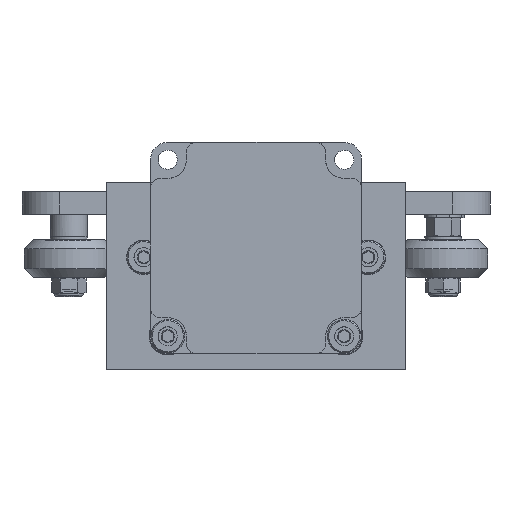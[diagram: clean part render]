
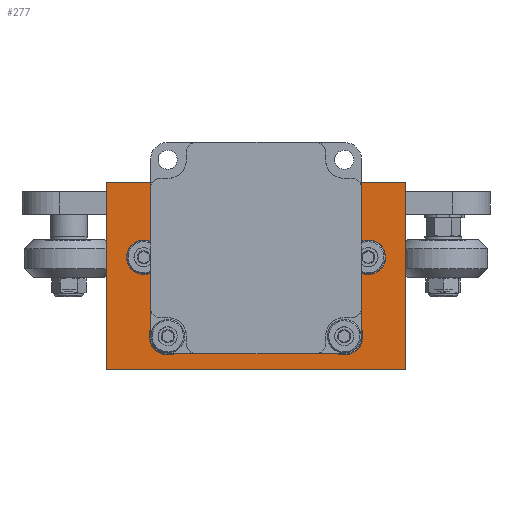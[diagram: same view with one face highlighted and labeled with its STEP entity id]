
A CAD part, front view. The second image highlights one B-rep face of the part: STEP entity #277.
In plain terms, the highlighted free-form (B-spline) face has degree [1, 1] with [2, 2] control points.
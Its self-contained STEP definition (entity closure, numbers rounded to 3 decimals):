
#24 = VERTEX_POINT('',#25);
#25 = CARTESIAN_POINT('',(20.225,-66.052,
    49.197));
#30 = EDGE_CURVE('',#24,#24,#31,.T.);
#31 = ( BOUNDED_CURVE() B_SPLINE_CURVE(2,(#32,#33,#34,#35,#36,#37,#38),
.UNSPECIFIED.,.T.,.F.) B_SPLINE_CURVE_WITH_KNOTS((1,2,2,2,2,1),(
    -2.094,0.,2.094,4.189,6.283,
8.378),.UNSPECIFIED.) CURVE() GEOMETRIC_REPRESENTATION_ITEM() 
RATIONAL_B_SPLINE_CURVE((1.,0.5,1.,0.5,1.,0.5,1.)) REPRESENTATION_ITEM(
  '') );
#32 = CARTESIAN_POINT('',(20.225,-66.052,
    49.197));
#33 = CARTESIAN_POINT('',(20.225,-66.052,
    39.813));
#34 = CARTESIAN_POINT('',(28.351,-66.052,
    44.505));
#35 = CARTESIAN_POINT('',(36.478,-66.052,
    49.197));
#36 = CARTESIAN_POINT('',(28.351,-66.052,
    53.889));
#37 = CARTESIAN_POINT('',(20.225,-66.052,
    58.581));
#38 = CARTESIAN_POINT('',(20.225,-66.052,
    49.197));
#277 = ADVANCED_FACE('',(#278,#308,#322,#336,#350,#364,#378,#392),#395,
  .T.);
#278 = FACE_BOUND('',#279,.T.);
#279 = EDGE_LOOP('',(#280,#289,#296,#303));
#280 = ORIENTED_EDGE('',*,*,#281,.T.);
#281 = EDGE_CURVE('',#282,#284,#286,.T.);
#282 = VERTEX_POINT('',#283);
#283 = CARTESIAN_POINT('',(-13.14,-66.052,
    66.261));
#284 = VERTEX_POINT('',#285);
#285 = CARTESIAN_POINT('',(-13.14,-66.052,
    17.783));
#286 = B_SPLINE_CURVE_WITH_KNOTS('',1,(#287,#288),.UNSPECIFIED.,.F.,.F.,
  (2,2),(0.,50.),.PIECEWISE_BEZIER_KNOTS.);
#287 = CARTESIAN_POINT('',(-13.14,-66.052,
    66.261));
#288 = CARTESIAN_POINT('',(-13.14,-66.052,
    17.783));
#289 = ORIENTED_EDGE('',*,*,#290,.T.);
#290 = EDGE_CURVE('',#284,#291,#293,.T.);
#291 = VERTEX_POINT('',#292);
#292 = CARTESIAN_POINT('',(64.425,-66.052,
    17.783));
#293 = B_SPLINE_CURVE_WITH_KNOTS('',1,(#294,#295),.UNSPECIFIED.,.F.,.F.,
  (2,2),(0.,80.),.PIECEWISE_BEZIER_KNOTS.);
#294 = CARTESIAN_POINT('',(-13.14,-66.052,
    17.783));
#295 = CARTESIAN_POINT('',(64.425,-66.052,
    17.783));
#296 = ORIENTED_EDGE('',*,*,#297,.T.);
#297 = EDGE_CURVE('',#291,#298,#300,.T.);
#298 = VERTEX_POINT('',#299);
#299 = CARTESIAN_POINT('',(64.425,-66.052,
    66.261));
#300 = B_SPLINE_CURVE_WITH_KNOTS('',1,(#301,#302),.UNSPECIFIED.,.F.,.F.,
  (2,2),(0.,50.),.PIECEWISE_BEZIER_KNOTS.);
#301 = CARTESIAN_POINT('',(64.425,-66.052,
    17.783));
#302 = CARTESIAN_POINT('',(64.425,-66.052,
    66.261));
#303 = ORIENTED_EDGE('',*,*,#304,.T.);
#304 = EDGE_CURVE('',#298,#282,#305,.T.);
#305 = B_SPLINE_CURVE_WITH_KNOTS('',1,(#306,#307),.UNSPECIFIED.,.F.,.F.,
  (2,2),(0.,80.),.PIECEWISE_BEZIER_KNOTS.);
#306 = CARTESIAN_POINT('',(64.425,-66.052,
    66.261));
#307 = CARTESIAN_POINT('',(-13.14,-66.052,
    66.261));
#308 = FACE_BOUND('',#309,.T.);
#309 = EDGE_LOOP('',(#310));
#310 = ORIENTED_EDGE('',*,*,#311,.F.);
#311 = EDGE_CURVE('',#312,#312,#314,.T.);
#312 = VERTEX_POINT('',#313);
#313 = CARTESIAN_POINT('',(4.826,-66.052,
    26.412));
#314 = ( BOUNDED_CURVE() B_SPLINE_CURVE(2,(#315,#316,#317,#318,#319,#320
,#321),.UNSPECIFIED.,.T.,.F.) B_SPLINE_CURVE_WITH_KNOTS((1,2,2,2,2,1),(
    -2.094,0.,2.094,4.189,6.283,
8.378),.UNSPECIFIED.) CURVE() GEOMETRIC_REPRESENTATION_ITEM() 
RATIONAL_B_SPLINE_CURVE((1.,0.5,1.,0.5,1.,0.5,1.)) REPRESENTATION_ITEM(
  '') );
#315 = CARTESIAN_POINT('',(4.826,-66.052,
    26.412));
#316 = CARTESIAN_POINT('',(4.826,-66.052,
    29.939));
#317 = CARTESIAN_POINT('',(1.772,-66.052,
    28.176));
#318 = CARTESIAN_POINT('',(-1.282,-66.052,
    26.412));
#319 = CARTESIAN_POINT('',(1.772,-66.052,
    24.649));
#320 = CARTESIAN_POINT('',(4.826,-66.052,
    22.886));
#321 = CARTESIAN_POINT('',(4.826,-66.052,
    26.412));
#322 = FACE_BOUND('',#323,.T.);
#323 = EDGE_LOOP('',(#324));
#324 = ORIENTED_EDGE('',*,*,#325,.F.);
#325 = EDGE_CURVE('',#326,#326,#328,.T.);
#326 = VERTEX_POINT('',#327);
#327 = CARTESIAN_POINT('',(50.531,-66.052,
    26.412));
#328 = ( BOUNDED_CURVE() B_SPLINE_CURVE(2,(#329,#330,#331,#332,#333,#334
,#335),.UNSPECIFIED.,.T.,.F.) B_SPLINE_CURVE_WITH_KNOTS((1,2,2,2,2,1),(
    -2.094,0.,2.094,4.189,6.283,
8.378),.UNSPECIFIED.) CURVE() GEOMETRIC_REPRESENTATION_ITEM() 
RATIONAL_B_SPLINE_CURVE((1.,0.5,1.,0.5,1.,0.5,1.)) REPRESENTATION_ITEM(
  '') );
#329 = CARTESIAN_POINT('',(50.531,-66.052,
    26.412));
#330 = CARTESIAN_POINT('',(50.531,-66.052,
    29.939));
#331 = CARTESIAN_POINT('',(47.477,-66.052,
    28.176));
#332 = CARTESIAN_POINT('',(44.423,-66.052,
    26.412));
#333 = CARTESIAN_POINT('',(47.477,-66.052,
    24.649));
#334 = CARTESIAN_POINT('',(50.531,-66.052,
    22.886));
#335 = CARTESIAN_POINT('',(50.531,-66.052,
    26.412));
#336 = FACE_BOUND('',#337,.T.);
#337 = EDGE_LOOP('',(#338));
#338 = ORIENTED_EDGE('',*,*,#339,.F.);
#339 = EDGE_CURVE('',#340,#340,#342,.T.);
#340 = VERTEX_POINT('',#341);
#341 = CARTESIAN_POINT('',(59.189,-66.052,
    46.87));
#342 = ( BOUNDED_CURVE() B_SPLINE_CURVE(2,(#343,#344,#345,#346,#347,#348
,#349),.UNSPECIFIED.,.T.,.F.) B_SPLINE_CURVE_WITH_KNOTS((1,2,2,2,2,1),(
    -2.094,0.,2.094,4.189,6.283,
8.378),.UNSPECIFIED.) CURVE() GEOMETRIC_REPRESENTATION_ITEM() 
RATIONAL_B_SPLINE_CURVE((1.,0.5,1.,0.5,1.,0.5,1.)) REPRESENTATION_ITEM(
  '') );
#343 = CARTESIAN_POINT('',(59.189,-66.052,
    46.87));
#344 = CARTESIAN_POINT('',(59.189,-66.052,
    54.595));
#345 = CARTESIAN_POINT('',(52.499,-66.052,
    50.733));
#346 = CARTESIAN_POINT('',(45.809,-66.052,
    46.87));
#347 = CARTESIAN_POINT('',(52.499,-66.052,
    43.008));
#348 = CARTESIAN_POINT('',(59.189,-66.052,
    39.145));
#349 = CARTESIAN_POINT('',(59.189,-66.052,
    46.87));
#350 = FACE_BOUND('',#351,.T.);
#351 = EDGE_LOOP('',(#352));
#352 = ORIENTED_EDGE('',*,*,#353,.F.);
#353 = EDGE_CURVE('',#354,#354,#356,.T.);
#354 = VERTEX_POINT('',#355);
#355 = CARTESIAN_POINT('',(39.798,-66.052,
    27.479));
#356 = ( BOUNDED_CURVE() B_SPLINE_CURVE(2,(#357,#358,#359,#360,#361,#362
,#363),.UNSPECIFIED.,.T.,.F.) B_SPLINE_CURVE_WITH_KNOTS((1,2,2,2,2,1),(
    -2.094,0.,2.094,4.189,6.283,
8.378),.UNSPECIFIED.) CURVE() GEOMETRIC_REPRESENTATION_ITEM() 
RATIONAL_B_SPLINE_CURVE((1.,0.5,1.,0.5,1.,0.5,1.)) REPRESENTATION_ITEM(
  '') );
#357 = CARTESIAN_POINT('',(39.798,-66.052,
    27.479));
#358 = CARTESIAN_POINT('',(39.798,-66.052,
    35.204));
#359 = CARTESIAN_POINT('',(33.108,-66.052,
    31.341));
#360 = CARTESIAN_POINT('',(26.418,-66.052,
    27.479));
#361 = CARTESIAN_POINT('',(33.108,-66.052,
    23.617));
#362 = CARTESIAN_POINT('',(39.798,-66.052,
    19.754));
#363 = CARTESIAN_POINT('',(39.798,-66.052,
    27.479));
#364 = FACE_BOUND('',#365,.T.);
#365 = EDGE_LOOP('',(#366));
#366 = ORIENTED_EDGE('',*,*,#367,.F.);
#367 = EDGE_CURVE('',#368,#368,#370,.T.);
#368 = VERTEX_POINT('',#369);
#369 = CARTESIAN_POINT('',(20.407,-66.052,
    27.479));
#370 = ( BOUNDED_CURVE() B_SPLINE_CURVE(2,(#371,#372,#373,#374,#375,#376
,#377),.UNSPECIFIED.,.T.,.F.) B_SPLINE_CURVE_WITH_KNOTS((1,2,2,2,2,1),(
    -2.094,0.,2.094,4.189,6.283,
8.378),.UNSPECIFIED.) CURVE() GEOMETRIC_REPRESENTATION_ITEM() 
RATIONAL_B_SPLINE_CURVE((1.,0.5,1.,0.5,1.,0.5,1.)) REPRESENTATION_ITEM(
  '') );
#371 = CARTESIAN_POINT('',(20.407,-66.052,
    27.479));
#372 = CARTESIAN_POINT('',(20.407,-66.052,
    35.204));
#373 = CARTESIAN_POINT('',(13.717,-66.052,
    31.341));
#374 = CARTESIAN_POINT('',(7.027,-66.052,
    27.479));
#375 = CARTESIAN_POINT('',(13.717,-66.052,
    23.617));
#376 = CARTESIAN_POINT('',(20.407,-66.052,
    19.754));
#377 = CARTESIAN_POINT('',(20.407,-66.052,
    27.479));
#378 = FACE_BOUND('',#379,.T.);
#379 = EDGE_LOOP('',(#380));
#380 = ORIENTED_EDGE('',*,*,#381,.F.);
#381 = EDGE_CURVE('',#382,#382,#384,.T.);
#382 = VERTEX_POINT('',#383);
#383 = CARTESIAN_POINT('',(1.016,-66.052,
    46.87));
#384 = ( BOUNDED_CURVE() B_SPLINE_CURVE(2,(#385,#386,#387,#388,#389,#390
,#391),.UNSPECIFIED.,.T.,.F.) B_SPLINE_CURVE_WITH_KNOTS((1,2,2,2,2,1),(
    -2.094,0.,2.094,4.189,6.283,
8.378),.UNSPECIFIED.) CURVE() GEOMETRIC_REPRESENTATION_ITEM() 
RATIONAL_B_SPLINE_CURVE((1.,0.5,1.,0.5,1.,0.5,1.)) REPRESENTATION_ITEM(
  '') );
#385 = CARTESIAN_POINT('',(1.016,-66.052,
    46.87));
#386 = CARTESIAN_POINT('',(1.016,-66.052,
    54.595));
#387 = CARTESIAN_POINT('',(-5.674,-66.052,
    50.733));
#388 = CARTESIAN_POINT('',(-12.364,-66.052,
    46.87));
#389 = CARTESIAN_POINT('',(-5.674,-66.052,
    43.008));
#390 = CARTESIAN_POINT('',(1.016,-66.052,
    39.145));
#391 = CARTESIAN_POINT('',(1.016,-66.052,
    46.87));
#392 = FACE_BOUND('',#393,.T.);
#393 = EDGE_LOOP('',(#394));
#394 = ORIENTED_EDGE('',*,*,#30,.F.);
#395 = B_SPLINE_SURFACE_WITH_KNOTS('',1,1,(
    (#396,#397)
    ,(#398,#399
    )),.UNSPECIFIED.,.F.,.F.,.F.,(2,2),(2,2),(0.,50.),(0.,80.),
  .PIECEWISE_BEZIER_KNOTS.);
#396 = CARTESIAN_POINT('',(64.425,-66.052,
    17.783));
#397 = CARTESIAN_POINT('',(-13.14,-66.052,
    17.783));
#398 = CARTESIAN_POINT('',(64.425,-66.052,
    66.261));
#399 = CARTESIAN_POINT('',(-13.14,-66.052,
    66.261));
